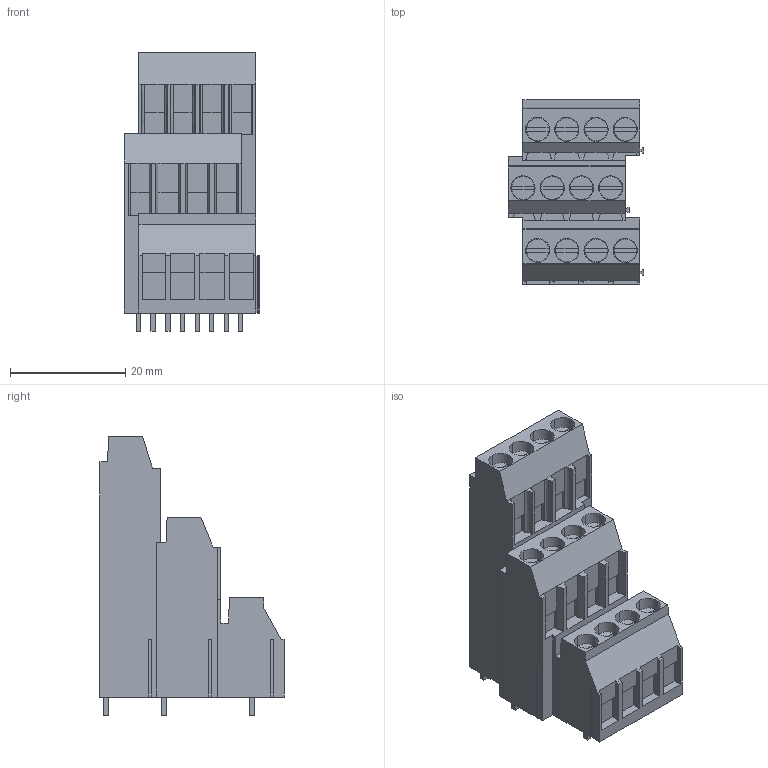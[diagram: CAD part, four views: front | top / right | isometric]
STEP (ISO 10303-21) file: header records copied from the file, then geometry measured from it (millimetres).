
FILE_DESCRIPTION(('CATIA V5 STEP Exchange','CAx-IF Rec.Pracs.--- Model Styling and Organization---1.5--- 2016-08-15','CAx-IF Rec.Pracs.---Supplemental Geometry---1.0---2011-11-01','CAx-IF Rec.Pracs.--- Composite Materials ---1.1---2010-07-15'),'2;1');
FILE_NAME ('D1461025_1', '2024-06-12T11:21:36+00:00', ('none'), ('Weidmueller'), 'CATIA Version 5-6 Release 2022 SP4 HF5', 'CATIA V5 STEP AP214 v3', 'none');
FILE_SCHEMA(('AUTOMOTIVE_DESIGN { 1 0 10303 214 1 1 1 1 }'));
Length unit declared in the file: millimetre
Products named in the file (1): 1979060000
Bounding box: 23.51 x 32 x 48.47 mm (x, y, z)
Volume: 17022 mm3; surface area: 7924.9 mm2
Topology: 25 solids, 25 shells, 725 faces, 2046 edges, 1384 vertices
Faces by surface type: plane 665, cylinder 53, extrusion 7
Entity records: 22284 total; most frequent: CARTESIAN_POINT 4423, ORIENTED_EDGE 4092, DIRECTION 2982, EDGE_CURVE 2046, VECTOR 1824, LINE 1817, VERTEX_POINT 1384, EDGE_LOOP 738
